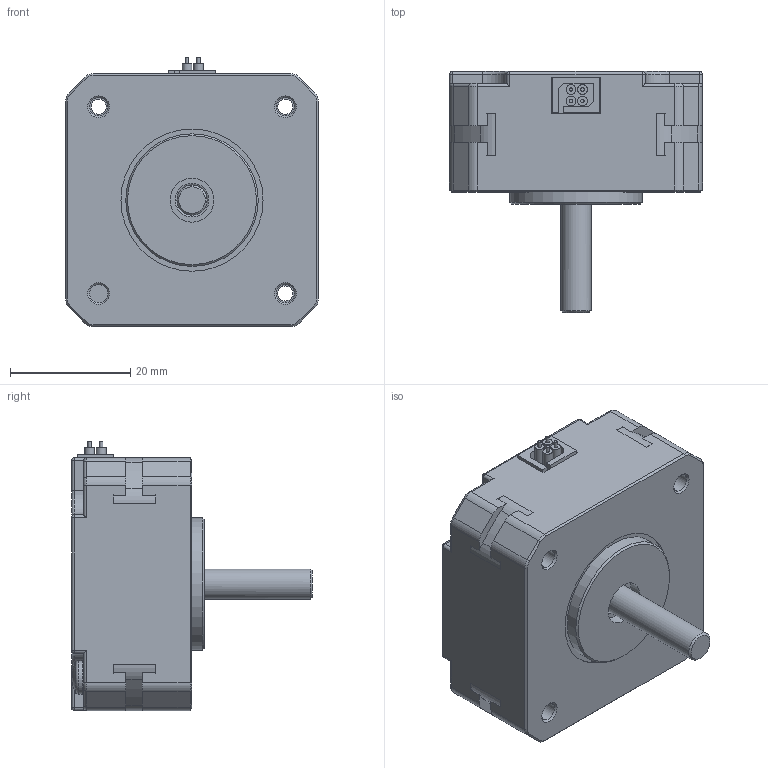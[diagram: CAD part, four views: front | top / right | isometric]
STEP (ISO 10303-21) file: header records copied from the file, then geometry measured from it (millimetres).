
FILE_DESCRIPTION(/* description */ (''),/* implementation_level */ '2;1');
FILE_NAME(/* name */ '17HS08-1004S.step',/* time_stamp */ '2023-03-12T10:43:54+11:00',/* author */ (''),/* organization */ (''),/* preprocessor_version */ 'ST-DEVELOPER v19.2',/* originating_system */ 'Autodesk Translation Framework v11.17.0.187',/* authorisation */ '');
FILE_SCHEMA (('AUTOMOTIVE_DESIGN { 1 0 10303 214 3 1 1 }'));
Length unit declared in the file: millimetre
Products named in the file (1): FusionComponent
Bounding box: 42 x 40 x 44.7 mm (x, y, z)
Volume: 28294.5 mm3; surface area: 11464.4 mm2
Topology: 1 solids, 3 shells, 317 faces, 778 edges, 475 vertices
Faces by surface type: plane 129, cylinder 124, cone 28, torus 23, sphere 9, bspline 4
Full cylindrical faces by diameter (mm): 0.559 x4, 1.615 x4, 2.5 x3, 3 x8, 5 x2, 5.6 x1, 7.3 x1, 8.3 x2, 9 x1, 12.7 x2, 16 x2, 22 x1, 23.6 x1
Entity records: 10242 total; most frequent: CARTESIAN_POINT 2510, DIRECTION 1684, ORIENTED_EDGE 1538, EDGE_CURVE 769, AXIS2_PLACEMENT_3D 661, VERTEX_POINT 475, EDGE_LOOP 368, LINE 362
